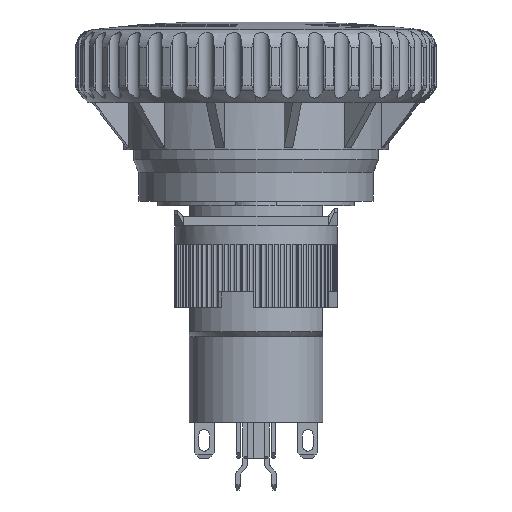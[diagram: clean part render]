
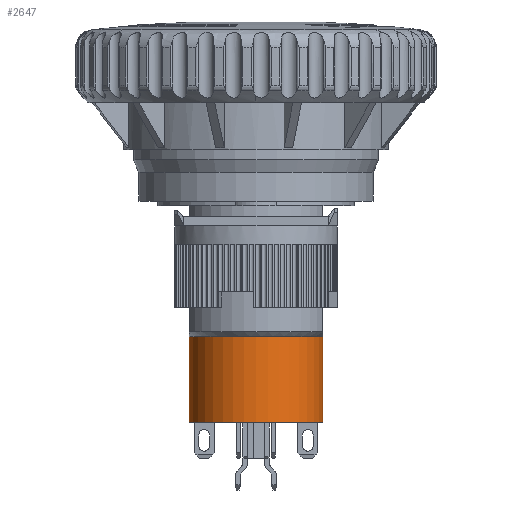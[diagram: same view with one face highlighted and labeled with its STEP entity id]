
A CAD part, front view. The second image highlights one B-rep face of the part: STEP entity #2647.
In plain terms, the highlighted cylindrical face has radius 7.4 mm (diameter 14.8 mm), a partial arc.
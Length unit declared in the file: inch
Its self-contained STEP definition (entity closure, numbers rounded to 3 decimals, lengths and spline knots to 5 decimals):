
#2647 = ADVANCED_FACE ( 'NONE', ( #13566 ), #36670, .T. ) ;
#3781 = LINE ( 'NONE', #35236, #9047 ) ;
#4133 = CARTESIAN_POINT ( 'NONE',  ( 0., 0., -0.57087 ) ) ;
#5137 = EDGE_CURVE ( 'NONE', #24883, #31198, #23411, .T. ) ;
#6378 = CARTESIAN_POINT ( 'NONE',  ( -0.29134, 0., -0.94488 ) ) ;
#7469 = CIRCLE ( 'NONE', #32733, 0.29134 ) ;
#8880 = ORIENTED_EDGE ( 'NONE', *, *, #23720, .F. ) ;
#9047 = VECTOR ( 'NONE', #13170, 39.37008 ) ;
#10046 = DIRECTION ( 'NONE',  ( -1., 0., 0. ) ) ;
#13170 = DIRECTION ( 'NONE',  ( 0., 0., -1. ) ) ;
#13566 = FACE_OUTER_BOUND ( 'NONE', #36528, .T. ) ;
#13765 = CARTESIAN_POINT ( 'NONE',  ( 0., 0., 0.01969 ) ) ;
#13779 = CARTESIAN_POINT ( 'NONE',  ( 0., 0., -0.94488 ) ) ;
#17532 = DIRECTION ( 'NONE',  ( 0., 0., -1. ) ) ;
#20460 = DIRECTION ( 'NONE',  ( 0., 0., -1. ) ) ;
#21927 = ORIENTED_EDGE ( 'NONE', *, *, #40352, .T. ) ;
#22250 = CARTESIAN_POINT ( 'NONE',  ( 0.29134, 0., -0.94488 ) ) ;
#22807 = CARTESIAN_POINT ( 'NONE',  ( -0.29134, 0., -0.57087 ) ) ;
#23411 = LINE ( 'NONE', #36490, #24089 ) ;
#23720 = EDGE_CURVE ( 'NONE', #24883, #38315, #24667, .T. ) ;
#24089 = VECTOR ( 'NONE', #20460, 39.37008 ) ;
#24667 = CIRCLE ( 'NONE', #29973, 0.29134 ) ;
#24883 = VERTEX_POINT ( 'NONE', #22807 ) ;
#25204 = EDGE_CURVE ( 'NONE', #38315, #29433, #3781, .T. ) ;
#27297 = ORIENTED_EDGE ( 'NONE', *, *, #5137, .T. ) ;
#29433 = VERTEX_POINT ( 'NONE', #22250 ) ;
#29820 = DIRECTION ( 'NONE',  ( 0., 0., 1. ) ) ;
#29973 = AXIS2_PLACEMENT_3D ( 'NONE', #4133, #35559, #38875 ) ;
#30584 = CARTESIAN_POINT ( 'NONE',  ( 0.29134, 0., -0.57087 ) ) ;
#31198 = VERTEX_POINT ( 'NONE', #6378 ) ;
#31624 = ORIENTED_EDGE ( 'NONE', *, *, #25204, .F. ) ;
#32733 = AXIS2_PLACEMENT_3D ( 'NONE', #13779, #29820, #10046 ) ;
#35236 = CARTESIAN_POINT ( 'NONE',  ( 0.29134, 0., 0.01969 ) ) ;
#35559 = DIRECTION ( 'NONE',  ( 0., 0., 1. ) ) ;
#36440 = DIRECTION ( 'NONE',  ( -1., 0., 0. ) ) ;
#36490 = CARTESIAN_POINT ( 'NONE',  ( -0.29134, 0., 0.01969 ) ) ;
#36528 = EDGE_LOOP ( 'NONE', ( #31624, #8880, #27297, #21927 ) ) ;
#36670 = CYLINDRICAL_SURFACE ( 'NONE', #38403, 0.29134 ) ;
#38315 = VERTEX_POINT ( 'NONE', #30584 ) ;
#38403 = AXIS2_PLACEMENT_3D ( 'NONE', #13765, #17532, #36440 ) ;
#38875 = DIRECTION ( 'NONE',  ( 1., 0., 0. ) ) ;
#40352 = EDGE_CURVE ( 'NONE', #31198, #29433, #7469, .T. ) ;
